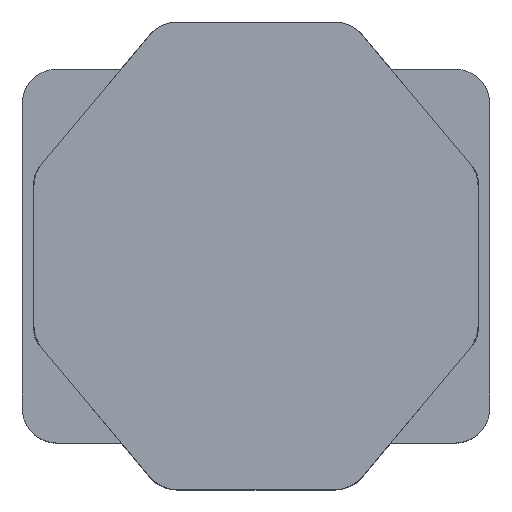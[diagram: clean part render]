
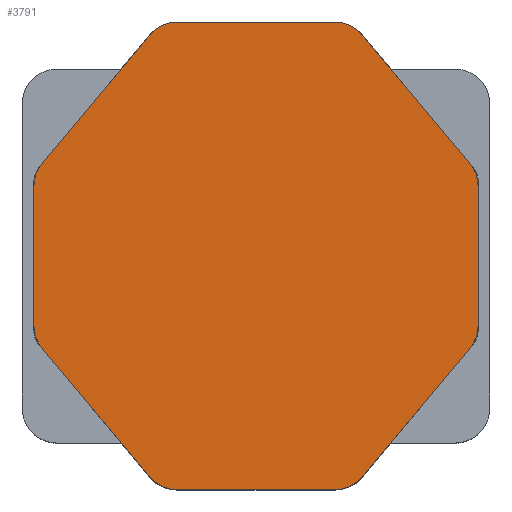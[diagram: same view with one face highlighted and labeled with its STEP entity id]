
A CAD part, top view. The second image highlights one B-rep face of the part: STEP entity #3791.
In plain terms, the highlighted face is planar.
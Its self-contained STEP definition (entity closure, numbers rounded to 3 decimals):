
#54 = VERTEX_POINT ( 'NONE', #3543 ) ;
#61 = VERTEX_POINT ( 'NONE', #3546 ) ;
#624 = CARTESIAN_POINT ( 'NONE',  ( -0.452, 0.95, 0.946 ) ) ;
#628 = CARTESIAN_POINT ( 'NONE',  ( 0.337, 0.95, -1. ) ) ;
#630 = CARTESIAN_POINT ( 'NONE',  ( 0.337, 0.95, 1. ) ) ;
#634 = CARTESIAN_POINT ( 'NONE',  ( -0.337, 0.95, -1. ) ) ;
#638 = CARTESIAN_POINT ( 'NONE',  ( -0.915, 0.95, -0.395 ) ) ;
#639 = CARTESIAN_POINT ( 'NONE',  ( 0.452, 0.95, -0.946 ) ) ;
#645 = CARTESIAN_POINT ( 'NONE',  ( 0.95, 0.95, -0.298 ) ) ;
#649 = CARTESIAN_POINT ( 'NONE',  ( -0.95, 0.95, 0.298 ) ) ;
#654 = CARTESIAN_POINT ( 'NONE',  ( -0.337, 0.95, 1. ) ) ;
#667 = CARTESIAN_POINT ( 'NONE',  ( 0.915, 0.95, -0.395 ) ) ;
#669 = CARTESIAN_POINT ( 'NONE',  ( -0.95, 0.95, -0.298 ) ) ;
#689 = CARTESIAN_POINT ( 'NONE',  ( 0.915, 0.95, 0.395 ) ) ;
#692 = CARTESIAN_POINT ( 'NONE',  ( 0.452, 0.95, 0.946 ) ) ;
#696 = CARTESIAN_POINT ( 'NONE',  ( -0.915, 0.95, 0.395 ) ) ;
#1411 = PLANE ( 'NONE',  #2726 ) ;
#1430 = CARTESIAN_POINT ( 'NONE',  ( 0., 0.95, 0. ) ) ;
#1431 = DIRECTION ( 'NONE',  ( 0., 1., 0. ) ) ;
#1432 = DIRECTION ( 'NONE',  ( 0., 0., 1. ) ) ;
#1721 = CARTESIAN_POINT ( 'NONE',  ( 0.337, 0.95, 0.85 ) ) ;
#1722 = DIRECTION ( 'NONE',  ( 0., 1., 0. ) ) ;
#1723 = DIRECTION ( 'NONE',  ( 0., 0., 1. ) ) ;
#1751 = ORIENTED_EDGE ( 'NONE', *, *, #3828, .T. ) ;
#1761 = ORIENTED_EDGE ( 'NONE', *, *, #3829, .T. ) ;
#1771 = ORIENTED_EDGE ( 'NONE', *, *, #3820, .T. ) ;
#1805 = ORIENTED_EDGE ( 'NONE', *, *, #3836, .T. ) ;
#1810 = ORIENTED_EDGE ( 'NONE', *, *, #3858, .T. ) ;
#1817 = ORIENTED_EDGE ( 'NONE', *, *, #3840, .T. ) ;
#1822 = ORIENTED_EDGE ( 'NONE', *, *, #3847, .T. ) ;
#1866 = ORIENTED_EDGE ( 'NONE', *, *, #3812, .T. ) ;
#1882 = ORIENTED_EDGE ( 'NONE', *, *, #3854, .T. ) ;
#1889 = ORIENTED_EDGE ( 'NONE', *, *, #3863, .T. ) ;
#1902 = ORIENTED_EDGE ( 'NONE', *, *, #3856, .T. ) ;
#1910 = ORIENTED_EDGE ( 'NONE', *, *, #3821, .T. ) ;
#1916 = ORIENTED_EDGE ( 'NONE', *, *, #3823, .T. ) ;
#1919 = ORIENTED_EDGE ( 'NONE', *, *, #3861, .T. ) ;
#1925 = ORIENTED_EDGE ( 'NONE', *, *, #3862, .T. ) ;
#1946 = ORIENTED_EDGE ( 'NONE', *, *, #3859, .T. ) ;
#1993 = CARTESIAN_POINT ( 'NONE',  ( 0.95, 0.95, 0.353 ) ) ;
#1997 = DIRECTION ( 'NONE',  ( 0., 0., -1. ) ) ;
#1998 = CARTESIAN_POINT ( 'NONE',  ( 0.8, 0.95, -0.298 ) ) ;
#1999 = DIRECTION ( 'NONE',  ( 0., 1., 0. ) ) ;
#2000 = DIRECTION ( 'NONE',  ( 0., 0., 1. ) ) ;
#2007 = CARTESIAN_POINT ( 'NONE',  ( 0.8, 0.95, 0.298 ) ) ;
#2008 = DIRECTION ( 'NONE',  ( 0., 1., 0. ) ) ;
#2009 = DIRECTION ( 'NONE',  ( 0., 0., 1. ) ) ;
#2021 = CARTESIAN_POINT ( 'NONE',  ( -0.407, 0.95, 1. ) ) ;
#2022 = DIRECTION ( 'NONE',  ( 1., 0., 0. ) ) ;
#2023 = CARTESIAN_POINT ( 'NONE',  ( -0.95, 0.95, 0.353 ) ) ;
#2024 = DIRECTION ( 'NONE',  ( 0.643, 0., 0.766 ) ) ;
#2032 = CARTESIAN_POINT ( 'NONE',  ( 0.407, 0.95, 1. ) ) ;
#2036 = CARTESIAN_POINT ( 'NONE',  ( -0.407, 0.95, -1. ) ) ;
#2037 = DIRECTION ( 'NONE',  ( -0.643, 0., 0.766 ) ) ;
#2044 = DIRECTION ( 'NONE',  ( 0.643, 0., -0.766 ) ) ;
#2072 = CARTESIAN_POINT ( 'NONE',  ( -0.8, 0.95, -0.298 ) ) ;
#2073 = DIRECTION ( 'NONE',  ( 0., 1., 0. ) ) ;
#2074 = DIRECTION ( 'NONE',  ( 0., 0., 1. ) ) ;
#2115 = DIRECTION ( 'NONE',  ( 0., 0., 1. ) ) ;
#2116 = CARTESIAN_POINT ( 'NONE',  ( 0.407, 0.95, -1. ) ) ;
#2117 = CARTESIAN_POINT ( 'NONE',  ( 0.337, 0.95, -0.85 ) ) ;
#2118 = DIRECTION ( 'NONE',  ( 0., 1., 0. ) ) ;
#2119 = DIRECTION ( 'NONE',  ( 0., 0., 1. ) ) ;
#2120 = CARTESIAN_POINT ( 'NONE',  ( -0.95, 0.95, -0.353 ) ) ;
#2121 = DIRECTION ( 'NONE',  ( -1., 0., 0. ) ) ;
#2124 = CARTESIAN_POINT ( 'NONE',  ( -0.8, 0.95, 0.298 ) ) ;
#2125 = DIRECTION ( 'NONE',  ( 0., 1., 0. ) ) ;
#2126 = DIRECTION ( 'NONE',  ( 0., 0., 1. ) ) ;
#2129 = CARTESIAN_POINT ( 'NONE',  ( 0.95, 0.95, -0.353 ) ) ;
#2130 = DIRECTION ( 'NONE',  ( -0.643, 0., -0.766 ) ) ;
#2133 = CARTESIAN_POINT ( 'NONE',  ( -0.337, 0.95, 0.85 ) ) ;
#2134 = DIRECTION ( 'NONE',  ( 0., 1., 0. ) ) ;
#2135 = DIRECTION ( 'NONE',  ( 0., 0., 1. ) ) ;
#2138 = CARTESIAN_POINT ( 'NONE',  ( -0.337, 0.95, -0.85 ) ) ;
#2139 = DIRECTION ( 'NONE',  ( 0., 1., 0. ) ) ;
#2140 = DIRECTION ( 'NONE',  ( 0., 0., 1. ) ) ;
#2548 = EDGE_LOOP ( 'NONE', ( #1761, #1925, #1751, #1866, #1817, #1916, #1771, #1910, #1919, #1882, #1902, #1889, #1805, #1822, #1946, #1810 ) ) ;
#2726 = AXIS2_PLACEMENT_3D ( 'NONE', #1430, #1431, #1432 ) ;
#2811 = AXIS2_PLACEMENT_3D ( 'NONE', #1721, #1722, #1723 ) ;
#2813 = AXIS2_PLACEMENT_3D ( 'NONE', #1998, #1999, #2000 ) ;
#2815 = AXIS2_PLACEMENT_3D ( 'NONE', #2007, #2008, #2009 ) ;
#2817 = AXIS2_PLACEMENT_3D ( 'NONE', #2072, #2073, #2074 ) ;
#2818 = AXIS2_PLACEMENT_3D ( 'NONE', #2117, #2118, #2119 ) ;
#2819 = AXIS2_PLACEMENT_3D ( 'NONE', #2124, #2125, #2126 ) ;
#2820 = AXIS2_PLACEMENT_3D ( 'NONE', #2133, #2134, #2135 ) ;
#2821 = AXIS2_PLACEMENT_3D ( 'NONE', #2138, #2139, #2140 ) ;
#3543 = CARTESIAN_POINT ( 'NONE',  ( -0.452, 0.95, -0.946 ) ) ;
#3546 = CARTESIAN_POINT ( 'NONE',  ( 0.95, 0.95, 0.298 ) ) ;
#3791 = ADVANCED_FACE ( 'NONE', ( #4265 ), #1411, .T. ) ;
#3812 = EDGE_CURVE ( 'NONE', #4070, #4132, #4344, .T. ) ;
#3820 = EDGE_CURVE ( 'NONE', #61, #4085, #4353, .T. ) ;
#3821 = EDGE_CURVE ( 'NONE', #4085, #4107, #4357, .T. ) ;
#3823 = EDGE_CURVE ( 'NONE', #4129, #61, #4355, .T. ) ;
#3828 = EDGE_CURVE ( 'NONE', #4094, #4070, #4366, .T. ) ;
#3829 = EDGE_CURVE ( 'NONE', #4136, #4062, #4368, .T. ) ;
#3836 = EDGE_CURVE ( 'NONE', #54, #4078, #4382, .T. ) ;
#3840 = EDGE_CURVE ( 'NONE', #4132, #4129, #4380, .T. ) ;
#3847 = EDGE_CURVE ( 'NONE', #4078, #4109, #4399, .T. ) ;
#3854 = EDGE_CURVE ( 'NONE', #4079, #4068, #4401, .T. ) ;
#3856 = EDGE_CURVE ( 'NONE', #4068, #4074, #4398, .T. ) ;
#3858 = EDGE_CURVE ( 'NONE', #4089, #4136, #4407, .T. ) ;
#3859 = EDGE_CURVE ( 'NONE', #4109, #4089, #4409, .T. ) ;
#3861 = EDGE_CURVE ( 'NONE', #4107, #4079, #4412, .T. ) ;
#3862 = EDGE_CURVE ( 'NONE', #4062, #4094, #4414, .T. ) ;
#3863 = EDGE_CURVE ( 'NONE', #4074, #54, #4416, .T. ) ;
#4062 = VERTEX_POINT ( 'NONE', #624 ) ;
#4068 = VERTEX_POINT ( 'NONE', #628 ) ;
#4070 = VERTEX_POINT ( 'NONE', #630 ) ;
#4074 = VERTEX_POINT ( 'NONE', #634 ) ;
#4078 = VERTEX_POINT ( 'NONE', #638 ) ;
#4079 = VERTEX_POINT ( 'NONE', #639 ) ;
#4085 = VERTEX_POINT ( 'NONE', #645 ) ;
#4089 = VERTEX_POINT ( 'NONE', #649 ) ;
#4094 = VERTEX_POINT ( 'NONE', #654 ) ;
#4107 = VERTEX_POINT ( 'NONE', #667 ) ;
#4109 = VERTEX_POINT ( 'NONE', #669 ) ;
#4129 = VERTEX_POINT ( 'NONE', #689 ) ;
#4132 = VERTEX_POINT ( 'NONE', #692 ) ;
#4136 = VERTEX_POINT ( 'NONE', #696 ) ;
#4265 = FACE_OUTER_BOUND ( 'NONE', #2548, .T. ) ;
#4344 = CIRCLE ( 'NONE', #2811, 0.15 ) ;
#4353 = LINE ( 'NONE', #1993, #4358 ) ;
#4355 = CIRCLE ( 'NONE', #2815, 0.15 ) ;
#4357 = CIRCLE ( 'NONE', #2813, 0.15 ) ;
#4358 = VECTOR ( 'NONE', #1997, 1000. ) ;
#4366 = LINE ( 'NONE', #2021, #4369 ) ;
#4368 = LINE ( 'NONE', #2023, #4371 ) ;
#4369 = VECTOR ( 'NONE', #2022, 1000. ) ;
#4371 = VECTOR ( 'NONE', #2024, 1000. ) ;
#4380 = LINE ( 'NONE', #2032, #4393 ) ;
#4382 = LINE ( 'NONE', #2036, #4385 ) ;
#4385 = VECTOR ( 'NONE', #2037, 1000. ) ;
#4393 = VECTOR ( 'NONE', #2044, 1000. ) ;
#4398 = LINE ( 'NONE', #2116, #4406 ) ;
#4399 = CIRCLE ( 'NONE', #2817, 0.15 ) ;
#4401 = CIRCLE ( 'NONE', #2818, 0.15 ) ;
#4406 = VECTOR ( 'NONE', #2121, 1000. ) ;
#4407 = CIRCLE ( 'NONE', #2819, 0.15 ) ;
#4409 = LINE ( 'NONE', #2120, #4411 ) ;
#4411 = VECTOR ( 'NONE', #2115, 1000. ) ;
#4412 = LINE ( 'NONE', #2129, #4415 ) ;
#4414 = CIRCLE ( 'NONE', #2820, 0.15 ) ;
#4415 = VECTOR ( 'NONE', #2130, 1000. ) ;
#4416 = CIRCLE ( 'NONE', #2821, 0.15 ) ;
